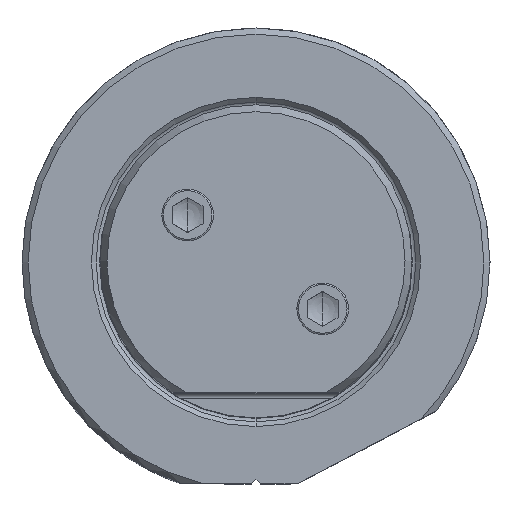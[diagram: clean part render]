
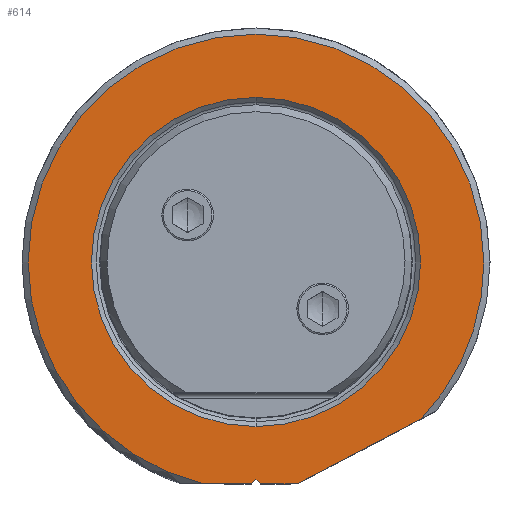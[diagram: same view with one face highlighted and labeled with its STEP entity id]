
A CAD part, top view. The second image highlights one B-rep face of the part: STEP entity #614.
In plain terms, the highlighted planar face has unit normal (0, 0, 1).
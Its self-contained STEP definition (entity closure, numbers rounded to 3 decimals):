
#104=PLANE('',#5637);
#614=ADVANCED_FACE('',(#909,#910),#104,.T.);
#909=FACE_BOUND('',#1033,.T.);
#910=FACE_BOUND('',#1034,.T.);
#1033=EDGE_LOOP('',(#2798,#2799,#2800,#2801,#2802,#2803,#2804,#2805));
#1034=EDGE_LOOP('',(#2806,#2807));
#1318=CIRCLE('',#5632,18.55);
#1319=CIRCLE('',#5633,18.55);
#1320=CIRCLE('',#5634,18.55);
#1321=CIRCLE('',#5635,13.4);
#1322=CIRCLE('',#5636,13.4);
#1649=LINE('',#11523,#1954);
#1651=LINE('',#11527,#1956);
#1653=LINE('',#11531,#1958);
#1655=LINE('',#11535,#1960);
#1657=LINE('',#11544,#1962);
#1954=VECTOR('',#6572,1.);
#1956=VECTOR('',#6576,1.);
#1958=VECTOR('',#6580,1.);
#1960=VECTOR('',#6584,1.);
#1962=VECTOR('',#6588,1.);
#2798=ORIENTED_EDGE('',*,*,#4635,.T.);
#2799=ORIENTED_EDGE('',*,*,#4645,.T.);
#2800=ORIENTED_EDGE('',*,*,#4646,.T.);
#2801=ORIENTED_EDGE('',*,*,#4647,.T.);
#2802=ORIENTED_EDGE('',*,*,#4644,.T.);
#2803=ORIENTED_EDGE('',*,*,#4641,.T.);
#2804=ORIENTED_EDGE('',*,*,#4639,.T.);
#2805=ORIENTED_EDGE('',*,*,#4637,.T.);
#2806=ORIENTED_EDGE('',*,*,#4648,.T.);
#2807=ORIENTED_EDGE('',*,*,#4649,.T.);
#4000=VERTEX_POINT('',#11522);
#4001=VERTEX_POINT('',#11524);
#4002=VERTEX_POINT('',#11528);
#4003=VERTEX_POINT('',#11532);
#4004=VERTEX_POINT('',#11536);
#4005=VERTEX_POINT('',#11543);
#4006=VERTEX_POINT('',#11547);
#4007=VERTEX_POINT('',#11549);
#4008=VERTEX_POINT('',#11552);
#4009=VERTEX_POINT('',#11553);
#4635=EDGE_CURVE('',#4001,#4000,#1649,.T.);
#4637=EDGE_CURVE('',#4002,#4001,#1651,.T.);
#4639=EDGE_CURVE('',#4003,#4002,#1653,.T.);
#4641=EDGE_CURVE('',#4004,#4003,#1655,.T.);
#4644=EDGE_CURVE('',#4005,#4004,#1657,.T.);
#4645=EDGE_CURVE('',#4000,#4006,#1318,.T.);
#4646=EDGE_CURVE('',#4006,#4007,#1319,.T.);
#4647=EDGE_CURVE('',#4007,#4005,#1320,.T.);
#4648=EDGE_CURVE('',#4008,#4009,#1321,.T.);
#4649=EDGE_CURVE('',#4009,#4008,#1322,.T.);
#5632=AXIS2_PLACEMENT_3D('',#11546,#6591,#6592);
#5633=AXIS2_PLACEMENT_3D('',#11548,#6593,#6594);
#5634=AXIS2_PLACEMENT_3D('',#11550,#6595,#6596);
#5635=AXIS2_PLACEMENT_3D('',#11551,#6597,#6598);
#5636=AXIS2_PLACEMENT_3D('',#11554,#6599,#6600);
#5637=AXIS2_PLACEMENT_3D('',#11555,#6601,#6602);
#6572=DIRECTION('',(0.886,0.464,0.));
#6576=DIRECTION('',(1.,0.,0.));
#6580=DIRECTION('',(0.707,-0.707,0.));
#6584=DIRECTION('',(0.707,0.707,0.));
#6588=DIRECTION('',(1.,0.,0.));
#6591=DIRECTION('',(0.,0.,1.));
#6592=DIRECTION('',(0.726,-0.688,0.));
#6593=DIRECTION('',(0.,0.,1.));
#6594=DIRECTION('',(1.,0.,0.));
#6595=DIRECTION('',(0.,0.,1.));
#6596=DIRECTION('',(-1.,0.,0.));
#6597=DIRECTION('',(0.,0.,-1.));
#6598=DIRECTION('',(0.,1.,0.));
#6599=DIRECTION('',(0.,0.,-1.));
#6600=DIRECTION('',(0.,-1.,0.));
#6601=DIRECTION('',(0.,0.,1.));
#6602=DIRECTION('',(0.,1.,0.));
#11522=CARTESIAN_POINT('',(13.468,-12.756,0.));
#11523=CARTESIAN_POINT('',(3.365,-18.05,0.));
#11524=CARTESIAN_POINT('',(3.365,-18.05,0.));
#11527=CARTESIAN_POINT('',(0.354,-18.05,0.));
#11528=CARTESIAN_POINT('',(0.354,-18.05,0.));
#11531=CARTESIAN_POINT('',(0.,-17.696,0.));
#11532=CARTESIAN_POINT('',(0.,-17.696,0.));
#11535=CARTESIAN_POINT('',(-0.354,-18.05,0.));
#11536=CARTESIAN_POINT('',(-0.354,-18.05,0.));
#11543=CARTESIAN_POINT('',(-4.278,-18.05,0.));
#11544=CARTESIAN_POINT('',(-3.222,-18.05,0.));
#11546=CARTESIAN_POINT('',(0.,0.,0.));
#11547=CARTESIAN_POINT('',(18.55,0.,0.));
#11548=CARTESIAN_POINT('',(0.,0.,0.));
#11549=CARTESIAN_POINT('',(-18.55,0.,0.));
#11550=CARTESIAN_POINT('',(0.,0.,0.));
#11551=CARTESIAN_POINT('',(0.,0.,0.));
#11552=CARTESIAN_POINT('',(0.,13.4,0.));
#11553=CARTESIAN_POINT('',(0.,-13.4,0.));
#11554=CARTESIAN_POINT('',(0.,0.,0.));
#11555=CARTESIAN_POINT('',(0.,0.25,0.));
